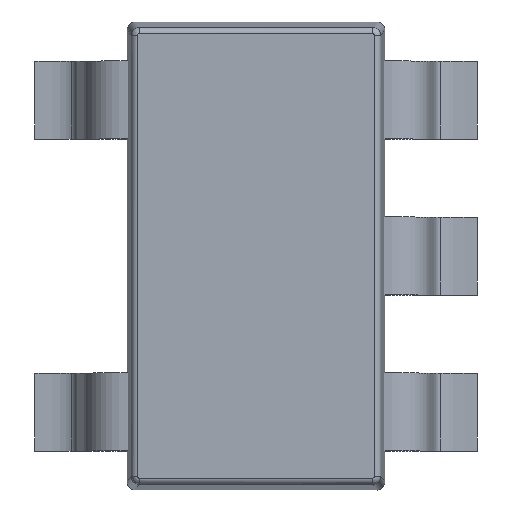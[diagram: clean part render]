
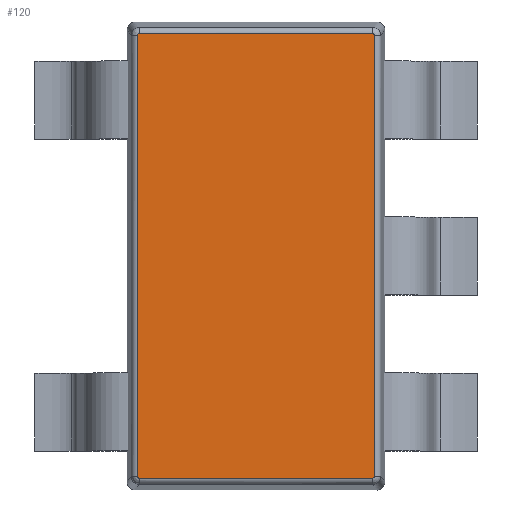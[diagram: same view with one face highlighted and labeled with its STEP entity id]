
A CAD part, top view. The second image highlights one B-rep face of the part: STEP entity #120.
In plain terms, the highlighted planar face has unit normal (0, 0, 1).
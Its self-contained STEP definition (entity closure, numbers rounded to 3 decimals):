
#120=ADVANCED_FACE('',(#189),#1021,.T.);
#189=FACE_OUTER_BOUND('',#258,.T.);
#258=EDGE_LOOP('',(#375,#376,#377,#378,#379,#380,#381,#382));
#375=ORIENTED_EDGE('',*,*,#623,.T.);
#376=ORIENTED_EDGE('',*,*,#636,.T.);
#377=ORIENTED_EDGE('',*,*,#631,.T.);
#378=ORIENTED_EDGE('',*,*,#640,.T.);
#379=ORIENTED_EDGE('',*,*,#638,.F.);
#380=ORIENTED_EDGE('',*,*,#646,.T.);
#381=ORIENTED_EDGE('',*,*,#643,.T.);
#382=ORIENTED_EDGE('',*,*,#628,.T.);
#623=EDGE_CURVE('',#909,#910,#822,.T.);
#628=EDGE_CURVE('',#913,#909,#764,.T.);
#631=EDGE_CURVE('',#914,#915,#767,.T.);
#636=EDGE_CURVE('',#910,#914,#772,.T.);
#638=EDGE_CURVE('',#911,#916,#774,.T.);
#640=EDGE_CURVE('',#915,#916,#776,.T.);
#643=EDGE_CURVE('',#912,#913,#779,.T.);
#646=EDGE_CURVE('',#911,#912,#782,.T.);
#764=(
BOUNDED_CURVE()
B_SPLINE_CURVE(3,(#1419,#1420,#1421,#1422,#1423),.UNSPECIFIED.,.F.,.F.)
B_SPLINE_CURVE_WITH_KNOTS((4,1,4),(0.002,0.009,
0.017),.UNSPECIFIED.)
CURVE()
GEOMETRIC_REPRESENTATION_ITEM()
RATIONAL_B_SPLINE_CURVE((1.,1.,1.,1.,1.))
REPRESENTATION_ITEM('')
);
#767=(
BOUNDED_CURVE()
B_SPLINE_CURVE(1,(#1432,#1433),.UNSPECIFIED.,.F.,.F.)
B_SPLINE_CURVE_WITH_KNOTS((2,2),(-0.003,1.496),
 .UNSPECIFIED.)
CURVE()
GEOMETRIC_REPRESENTATION_ITEM()
RATIONAL_B_SPLINE_CURVE((1.,1.))
REPRESENTATION_ITEM('')
);
#772=(
BOUNDED_CURVE()
B_SPLINE_CURVE(3,(#1445,#1446,#1447,#1448,#1449),.UNSPECIFIED.,.F.,.F.)
B_SPLINE_CURVE_WITH_KNOTS((4,1,4),(0.002,0.01,
0.018),.UNSPECIFIED.)
CURVE()
GEOMETRIC_REPRESENTATION_ITEM()
RATIONAL_B_SPLINE_CURVE((1.,1.,1.,1.,1.))
REPRESENTATION_ITEM('')
);
#774=(
BOUNDED_CURVE()
B_SPLINE_CURVE(1,(#1455,#1456),.UNSPECIFIED.,.F.,.F.)
B_SPLINE_CURVE_WITH_KNOTS((2,2),(-0.004,2.825),
 .UNSPECIFIED.)
CURVE()
GEOMETRIC_REPRESENTATION_ITEM()
RATIONAL_B_SPLINE_CURVE((1.,1.))
REPRESENTATION_ITEM('')
);
#776=(
BOUNDED_CURVE()
B_SPLINE_CURVE(3,(#1460,#1461,#1462,#1463,#1464),.UNSPECIFIED.,.F.,.F.)
B_SPLINE_CURVE_WITH_KNOTS((4,1,4),(0.002,0.009,
0.017),.UNSPECIFIED.)
CURVE()
GEOMETRIC_REPRESENTATION_ITEM()
RATIONAL_B_SPLINE_CURVE((1.,1.,1.,1.,1.))
REPRESENTATION_ITEM('')
);
#779=(
BOUNDED_CURVE()
B_SPLINE_CURVE(1,(#1473,#1474),.UNSPECIFIED.,.F.,.F.)
B_SPLINE_CURVE_WITH_KNOTS((2,2),(-0.003,1.496),
 .UNSPECIFIED.)
CURVE()
GEOMETRIC_REPRESENTATION_ITEM()
RATIONAL_B_SPLINE_CURVE((1.,1.))
REPRESENTATION_ITEM('')
);
#782=(
BOUNDED_CURVE()
B_SPLINE_CURVE(3,(#1480,#1481,#1482,#1483,#1484),.UNSPECIFIED.,.F.,.F.)
B_SPLINE_CURVE_WITH_KNOTS((4,1,4),(0.002,0.01,
0.018),.UNSPECIFIED.)
CURVE()
GEOMETRIC_REPRESENTATION_ITEM()
RATIONAL_B_SPLINE_CURVE((1.,1.,1.,1.,1.))
REPRESENTATION_ITEM('')
);
#822=B_SPLINE_CURVE_WITH_KNOTS('',1,(#1409,#1410),.UNSPECIFIED.,.F.,.F.,
(2,2),(-0.004,2.825),.UNSPECIFIED.);
#909=VERTEX_POINT('',#1335);
#910=VERTEX_POINT('',#1336);
#911=VERTEX_POINT('',#1337);
#912=VERTEX_POINT('',#1338);
#913=VERTEX_POINT('',#1339);
#914=VERTEX_POINT('',#1340);
#915=VERTEX_POINT('',#1341);
#916=VERTEX_POINT('',#1342);
#1021=PLANE('',#1061);
#1061=AXIS2_PLACEMENT_3D('',#1155,#1084,$);
#1084=DIRECTION('',(0.,0.,1.));
#1155=CARTESIAN_POINT('',(-0.797,-1.5,1.205));
#1335=CARTESIAN_POINT('',(-0.759,1.414,1.205));
#1336=CARTESIAN_POINT('',(-0.759,-1.414,1.205));
#1337=CARTESIAN_POINT('',(0.759,1.414,1.205));
#1338=CARTESIAN_POINT('',(0.749,1.424,1.205));
#1339=CARTESIAN_POINT('',(-0.749,1.424,1.205));
#1340=CARTESIAN_POINT('',(-0.749,-1.424,1.205));
#1341=CARTESIAN_POINT('',(0.749,-1.424,1.205));
#1342=CARTESIAN_POINT('',(0.759,-1.414,1.205));
#1409=CARTESIAN_POINT('',(-0.759,1.414,1.205));
#1410=CARTESIAN_POINT('',(-0.759,-1.414,1.205));
#1419=CARTESIAN_POINT('',(-0.749,1.424,1.205));
#1420=CARTESIAN_POINT('',(-0.752,1.424,1.205));
#1421=CARTESIAN_POINT('',(-0.757,1.422,1.205));
#1422=CARTESIAN_POINT('',(-0.759,1.417,1.205));
#1423=CARTESIAN_POINT('',(-0.759,1.414,1.205));
#1432=CARTESIAN_POINT('',(-0.749,-1.424,1.205));
#1433=CARTESIAN_POINT('',(0.749,-1.424,1.205));
#1445=CARTESIAN_POINT('',(-0.759,-1.414,1.205));
#1446=CARTESIAN_POINT('',(-0.759,-1.417,1.205));
#1447=CARTESIAN_POINT('',(-0.757,-1.422,1.205));
#1448=CARTESIAN_POINT('',(-0.752,-1.424,1.205));
#1449=CARTESIAN_POINT('',(-0.749,-1.424,1.205));
#1455=CARTESIAN_POINT('',(0.759,1.414,1.205));
#1456=CARTESIAN_POINT('',(0.759,-1.414,1.205));
#1460=CARTESIAN_POINT('',(0.749,-1.424,1.205));
#1461=CARTESIAN_POINT('',(0.752,-1.424,1.205));
#1462=CARTESIAN_POINT('',(0.757,-1.422,1.205));
#1463=CARTESIAN_POINT('',(0.759,-1.417,1.205));
#1464=CARTESIAN_POINT('',(0.759,-1.414,1.205));
#1473=CARTESIAN_POINT('',(0.749,1.424,1.205));
#1474=CARTESIAN_POINT('',(-0.749,1.424,1.205));
#1480=CARTESIAN_POINT('',(0.759,1.414,1.205));
#1481=CARTESIAN_POINT('',(0.759,1.417,1.205));
#1482=CARTESIAN_POINT('',(0.757,1.422,1.205));
#1483=CARTESIAN_POINT('',(0.752,1.424,1.205));
#1484=CARTESIAN_POINT('',(0.749,1.424,1.205));
